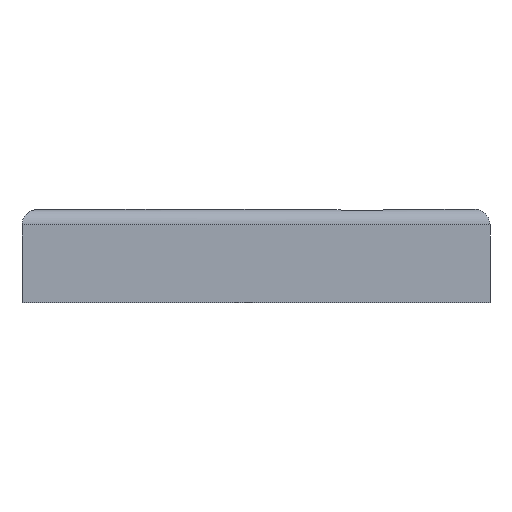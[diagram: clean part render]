
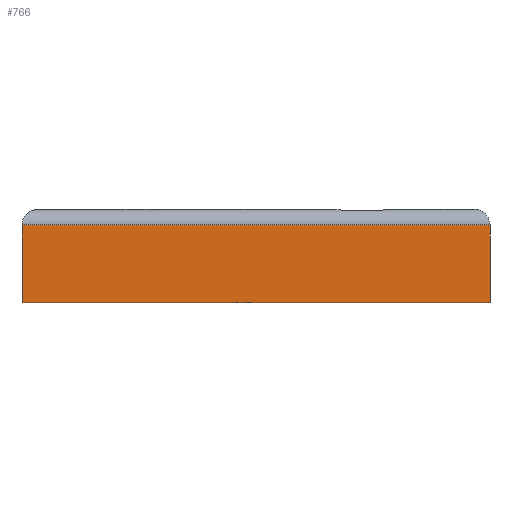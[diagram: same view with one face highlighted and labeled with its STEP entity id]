
A CAD part, front view. The second image highlights one B-rep face of the part: STEP entity #766.
In plain terms, the highlighted planar face has unit normal (0, -1, 0).
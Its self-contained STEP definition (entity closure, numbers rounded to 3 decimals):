
#37 = DIRECTION ( 'NONE',  ( -1., 0., 0. ) ) ;
#46 = EDGE_LOOP ( 'NONE', ( #1287, #1915, #1516, #192 ) ) ;
#144 = VERTEX_POINT ( 'NONE', #273 ) ;
#192 = ORIENTED_EDGE ( 'NONE', *, *, #700, .T. ) ;
#265 = VECTOR ( 'NONE', #778, 1000. ) ;
#273 = CARTESIAN_POINT ( 'NONE',  ( -18.037, -27.123, 2. ) ) ;
#305 = VECTOR ( 'NONE', #1460, 1000. ) ;
#309 = EDGE_CURVE ( 'NONE', #917, #144, #762, .T. ) ;
#399 = CARTESIAN_POINT ( 'NONE',  ( 12.057, -27.123, 3. ) ) ;
#407 = CARTESIAN_POINT ( 'NONE',  ( 12.057, -27.123, 2. ) ) ;
#416 = CARTESIAN_POINT ( 'NONE',  ( -18.037, -27.123, 3. ) ) ;
#439 = CARTESIAN_POINT ( 'NONE',  ( -18.037, -27.123, -3. ) ) ;
#456 = VECTOR ( 'NONE', #1431, 1000. ) ;
#666 = PLANE ( 'NONE',  #1767 ) ;
#700 = EDGE_CURVE ( 'NONE', #1529, #1023, #1327, .T. ) ;
#762 = LINE ( 'NONE', #1810, #1386 ) ;
#766 = ADVANCED_FACE ( 'NONE', ( #1412 ), #666, .F. ) ;
#778 = DIRECTION ( 'NONE',  ( 1., 0., 0. ) ) ;
#809 = DIRECTION ( 'NONE',  ( 0., 0., 1. ) ) ;
#877 = EDGE_CURVE ( 'NONE', #917, #1023, #1871, .T. ) ;
#901 = CARTESIAN_POINT ( 'NONE',  ( 12.057, -27.123, -3. ) ) ;
#917 = VERTEX_POINT ( 'NONE', #407 ) ;
#933 = EDGE_CURVE ( 'NONE', #144, #1529, #1903, .T. ) ;
#1023 = VERTEX_POINT ( 'NONE', #901 ) ;
#1287 = ORIENTED_EDGE ( 'NONE', *, *, #877, .F. ) ;
#1327 = LINE ( 'NONE', #1502, #265 ) ;
#1386 = VECTOR ( 'NONE', #37, 1000. ) ;
#1412 = FACE_OUTER_BOUND ( 'NONE', #46, .T. ) ;
#1431 = DIRECTION ( 'NONE',  ( 0., 0., -1. ) ) ;
#1460 = DIRECTION ( 'NONE',  ( 0., 0., -1. ) ) ;
#1502 = CARTESIAN_POINT ( 'NONE',  ( 0., -27.123, -3. ) ) ;
#1516 = ORIENTED_EDGE ( 'NONE', *, *, #933, .T. ) ;
#1529 = VERTEX_POINT ( 'NONE', #439 ) ;
#1542 = DIRECTION ( 'NONE',  ( 0., 1., 0. ) ) ;
#1683 = CARTESIAN_POINT ( 'NONE',  ( 0., -27.123, 3. ) ) ;
#1767 = AXIS2_PLACEMENT_3D ( 'NONE', #1683, #1542, #809 ) ;
#1810 = CARTESIAN_POINT ( 'NONE',  ( -18.037, -27.123, 2. ) ) ;
#1871 = LINE ( 'NONE', #399, #305 ) ;
#1903 = LINE ( 'NONE', #416, #456 ) ;
#1915 = ORIENTED_EDGE ( 'NONE', *, *, #309, .T. ) ;
